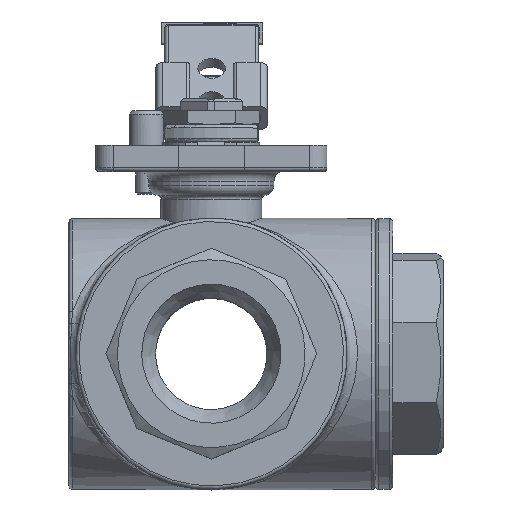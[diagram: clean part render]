
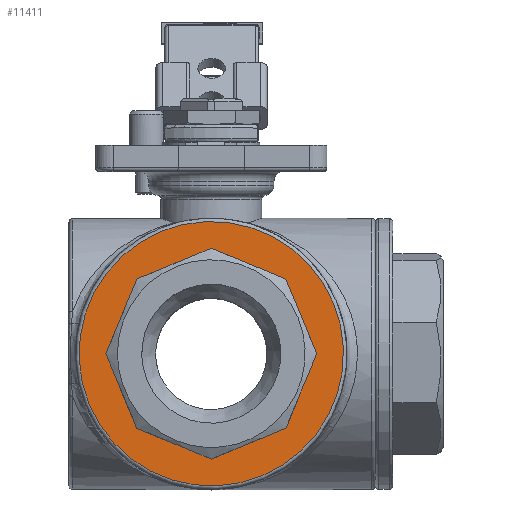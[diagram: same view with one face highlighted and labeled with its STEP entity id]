
A CAD part, top view. The second image highlights one B-rep face of the part: STEP entity #11411.
In plain terms, the highlighted face is planar.
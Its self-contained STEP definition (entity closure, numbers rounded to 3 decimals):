
#398=PLANE('',#12282);
#1145=LINE('',#16170,#2114);
#1146=LINE('',#16173,#2115);
#1147=LINE('',#16175,#2116);
#1148=LINE('',#16177,#2117);
#1149=LINE('',#16179,#2118);
#1150=LINE('',#16181,#2119);
#1151=LINE('',#16183,#2120);
#1152=LINE('',#16185,#2121);
#2114=VECTOR('',#13442,1000.);
#2115=VECTOR('',#13443,1000.);
#2116=VECTOR('',#13444,1000.);
#2117=VECTOR('',#13445,1000.);
#2118=VECTOR('',#13446,1000.);
#2119=VECTOR('',#13447,1000.);
#2120=VECTOR('',#13448,1000.);
#2121=VECTOR('',#13449,1000.);
#3467=ORIENTED_EDGE('',*,*,#6697,.T.);
#3468=ORIENTED_EDGE('',*,*,#6698,.T.);
#3469=ORIENTED_EDGE('',*,*,#6699,.T.);
#3470=ORIENTED_EDGE('',*,*,#6700,.T.);
#3471=ORIENTED_EDGE('',*,*,#6701,.T.);
#3472=ORIENTED_EDGE('',*,*,#6702,.T.);
#3473=ORIENTED_EDGE('',*,*,#6703,.T.);
#3474=ORIENTED_EDGE('',*,*,#6704,.T.);
#3475=ORIENTED_EDGE('',*,*,#6705,.T.);
#6697=EDGE_CURVE('',#8331,#8332,#1145,.T.);
#6698=EDGE_CURVE('',#8332,#8333,#1146,.T.);
#6699=EDGE_CURVE('',#8333,#8334,#1147,.T.);
#6700=EDGE_CURVE('',#8334,#8335,#1148,.T.);
#6701=EDGE_CURVE('',#8335,#8336,#1149,.T.);
#6702=EDGE_CURVE('',#8336,#8337,#1150,.T.);
#6703=EDGE_CURVE('',#8337,#8338,#1151,.T.);
#6704=EDGE_CURVE('',#8338,#8331,#1152,.T.);
#6705=EDGE_CURVE('',#8339,#8339,#9458,.T.);
#8331=VERTEX_POINT('',#16171);
#8332=VERTEX_POINT('',#16172);
#8333=VERTEX_POINT('',#16174);
#8334=VERTEX_POINT('',#16176);
#8335=VERTEX_POINT('',#16178);
#8336=VERTEX_POINT('',#16180);
#8337=VERTEX_POINT('',#16182);
#8338=VERTEX_POINT('',#16184);
#8339=VERTEX_POINT('',#16187);
#9458=CIRCLE('',#12283,38.);
#9785=EDGE_LOOP('',(#3467,#3468,#3469,#3470,#3471,#3472,#3473,#3474));
#9786=EDGE_LOOP('',(#3475));
#10592=FACE_BOUND('',#9785,.T.);
#10593=FACE_BOUND('',#9786,.T.);
#11411=ADVANCED_FACE('',(#10592,#10593),#398,.F.);
#12282=AXIS2_PLACEMENT_3D('',#16169,#13440,#13441);
#12283=AXIS2_PLACEMENT_3D('',#16186,#13450,#13451);
#13440=DIRECTION('',(0.,0.,1.));
#13441=DIRECTION('',(1.,0.,0.));
#13442=DIRECTION('',(-0.707,0.707,0.));
#13443=DIRECTION('',(-1.,0.,0.));
#13444=DIRECTION('',(-0.707,-0.707,0.));
#13445=DIRECTION('',(0.,-1.,0.));
#13446=DIRECTION('',(0.707,-0.707,0.));
#13447=DIRECTION('',(1.,0.,0.));
#13448=DIRECTION('',(0.707,0.707,0.));
#13449=DIRECTION('',(0.,1.,0.));
#13450=DIRECTION('',(0.,0.,-1.));
#13451=DIRECTION('',(1.,0.,0.));
#16169=CARTESIAN_POINT('',(0.,0.,15.4));
#16170=CARTESIAN_POINT('',(28.,11.598,15.4));
#16171=CARTESIAN_POINT('',(28.,11.598,15.4));
#16172=CARTESIAN_POINT('',(11.598,28.,15.4));
#16173=CARTESIAN_POINT('',(11.598,28.,15.4));
#16174=CARTESIAN_POINT('',(-11.598,28.,15.4));
#16175=CARTESIAN_POINT('',(-11.598,28.,15.4));
#16176=CARTESIAN_POINT('',(-28.,11.598,15.4));
#16177=CARTESIAN_POINT('',(-28.,11.598,15.4));
#16178=CARTESIAN_POINT('',(-28.,-11.598,15.4));
#16179=CARTESIAN_POINT('',(-28.,-11.598,15.4));
#16180=CARTESIAN_POINT('',(-11.598,-28.,15.4));
#16181=CARTESIAN_POINT('',(-11.598,-28.,15.4));
#16182=CARTESIAN_POINT('',(11.598,-28.,15.4));
#16183=CARTESIAN_POINT('',(11.598,-28.,15.4));
#16184=CARTESIAN_POINT('',(28.,-11.598,15.4));
#16185=CARTESIAN_POINT('',(28.,-11.598,15.4));
#16186=CARTESIAN_POINT('',(0.,0.,15.4));
#16187=CARTESIAN_POINT('',(38.,0.,15.4));
